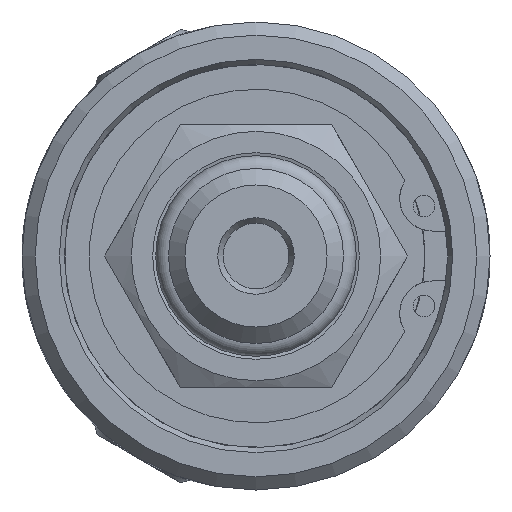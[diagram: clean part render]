
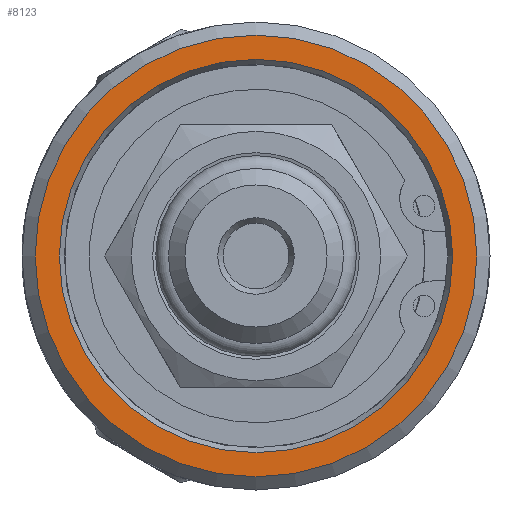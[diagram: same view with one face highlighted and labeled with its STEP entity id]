
A CAD part, left-side view. The second image highlights one B-rep face of the part: STEP entity #8123.
In plain terms, the highlighted planar face has unit normal (-1, 0, 0).
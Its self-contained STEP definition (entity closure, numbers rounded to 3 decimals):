
#407=PLANE('',#8892);
#585=FACE_BOUND('',#1511,.T.);
#1011=FACE_OUTER_BOUND('',#1510,.T.);
#1510=EDGE_LOOP('',(#7406));
#1511=EDGE_LOOP('',(#7407));
#3167=CIRCLE('',#8890,17.987);
#3169=CIRCLE('',#8893,20.2);
#3955=VERTEX_POINT('',#18165);
#3956=VERTEX_POINT('',#18170);
#5128=EDGE_CURVE('',#3955,#3955,#3167,.T.);
#5130=EDGE_CURVE('',#3956,#3956,#3169,.T.);
#7406=ORIENTED_EDGE('',*,*,#5130,.F.);
#7407=ORIENTED_EDGE('',*,*,#5128,.F.);
#8123=ADVANCED_FACE('',(#1011,#585),#407,.F.);
#8890=AXIS2_PLACEMENT_3D('',#18167,#10844,#10845);
#8892=AXIS2_PLACEMENT_3D('',#18169,#10848,#10849);
#8893=AXIS2_PLACEMENT_3D('',#18171,#10850,#10851);
#10844=DIRECTION('center_axis',(-1.,0.,0.));
#10845=DIRECTION('ref_axis',(0.,-1.,0.));
#10848=DIRECTION('center_axis',(1.,0.,0.));
#10849=DIRECTION('ref_axis',(0.,0.,
-1.));
#10850=DIRECTION('center_axis',(1.,0.,0.));
#10851=DIRECTION('ref_axis',(0.,-1.,0.));
#18165=CARTESIAN_POINT('',(30.06,17.987,0.));
#18167=CARTESIAN_POINT('Origin',(30.06,0.,0.));
#18169=CARTESIAN_POINT('Origin',(30.06,0.,0.));
#18170=CARTESIAN_POINT('',(30.06,20.2,0.));
#18171=CARTESIAN_POINT('Origin',(30.06,0.,0.));
